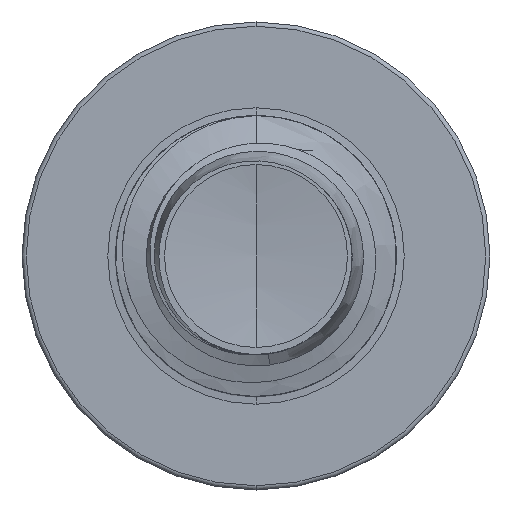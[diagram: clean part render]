
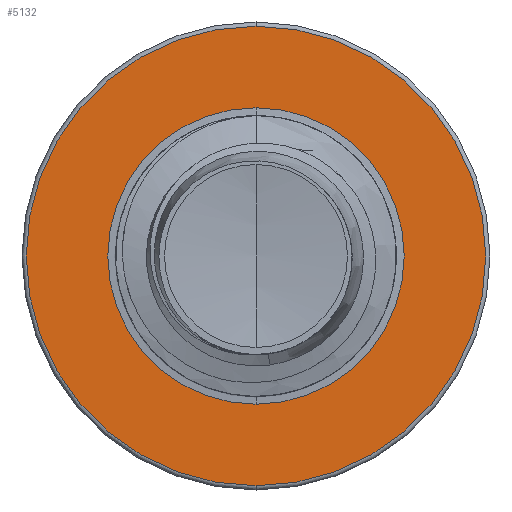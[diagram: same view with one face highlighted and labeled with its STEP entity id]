
A CAD part, front view. The second image highlights one B-rep face of the part: STEP entity #5132.
In plain terms, the highlighted planar face has unit normal (0, -1, 0).
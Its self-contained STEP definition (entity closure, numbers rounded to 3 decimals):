
#247 = AXIS2_PLACEMENT_3D ( 'NONE', #3605, #22434, #6383 ) ;
#334 = CIRCLE ( 'NONE', #5931, 3.683 ) ;
#1607 = DIRECTION ( 'NONE',  ( 0., 1., 0. ) ) ;
#3605 = CARTESIAN_POINT ( 'NONE',  ( 0., 15., 0. ) ) ;
#3812 = CARTESIAN_POINT ( 'NONE',  ( 0., 15., -2.375 ) ) ;
#4179 = AXIS2_PLACEMENT_3D ( 'NONE', #7575, #26100, #10362 ) ;
#5132 = ADVANCED_FACE ( 'NONE', ( #27041, #13294 ), #16900, .F. ) ;
#5931 = AXIS2_PLACEMENT_3D ( 'NONE', #27522, #11974, #30016 ) ;
#6383 = DIRECTION ( 'NONE',  ( 0., 0., 1. ) ) ;
#7575 = CARTESIAN_POINT ( 'NONE',  ( 0., 15., 0. ) ) ;
#7820 = CIRCLE ( 'NONE', #247, 2.375 ) ;
#8561 = VERTEX_POINT ( 'NONE', #17949 ) ;
#8714 = AXIS2_PLACEMENT_3D ( 'NONE', #18034, #1607, #20622 ) ;
#9316 = VERTEX_POINT ( 'NONE', #30707 ) ;
#10362 = DIRECTION ( 'NONE',  ( 0., 0., 1. ) ) ;
#10553 = AXIS2_PLACEMENT_3D ( 'NONE', #30145, #34163, #30182 ) ;
#11974 = DIRECTION ( 'NONE',  ( 0., 1., 0. ) ) ;
#12661 = ORIENTED_EDGE ( 'NONE', *, *, #30217, .T. ) ;
#13294 = FACE_BOUND ( 'NONE', #33797, .T. ) ;
#16900 = PLANE ( 'NONE',  #10553 ) ;
#17949 = CARTESIAN_POINT ( 'NONE',  ( 0., 15., -3.682 ) ) ;
#18034 = CARTESIAN_POINT ( 'NONE',  ( 0., 15., 0. ) ) ;
#18887 = ORIENTED_EDGE ( 'NONE', *, *, #30260, .F. ) ;
#18910 = CARTESIAN_POINT ( 'NONE',  ( 0., 15., 3.683 ) ) ;
#20622 = DIRECTION ( 'NONE',  ( 0., 0., 1. ) ) ;
#21132 = VERTEX_POINT ( 'NONE', #3812 ) ;
#21423 = EDGE_CURVE ( 'NONE', #21132, #9316, #22451, .T. ) ;
#22099 = ORIENTED_EDGE ( 'NONE', *, *, #21423, .T. ) ;
#22434 = DIRECTION ( 'NONE',  ( 0., 1., 0. ) ) ;
#22451 = CIRCLE ( 'NONE', #8714, 2.375 ) ;
#23257 = VERTEX_POINT ( 'NONE', #18910 ) ;
#25112 = EDGE_CURVE ( 'NONE', #23257, #8561, #29736, .T. ) ;
#26100 = DIRECTION ( 'NONE',  ( 0., 1., 0. ) ) ;
#27041 = FACE_OUTER_BOUND ( 'NONE', #33129, .T. ) ;
#27522 = CARTESIAN_POINT ( 'NONE',  ( 0., 15., 0. ) ) ;
#29736 = CIRCLE ( 'NONE', #4179, 3.683 ) ;
#30016 = DIRECTION ( 'NONE',  ( 0., 0., 1. ) ) ;
#30145 = CARTESIAN_POINT ( 'NONE',  ( 0., 15., -2.375 ) ) ;
#30182 = DIRECTION ( 'NONE',  ( 0., 0., 1. ) ) ;
#30217 = EDGE_CURVE ( 'NONE', #9316, #21132, #7820, .T. ) ;
#30260 = EDGE_CURVE ( 'NONE', #8561, #23257, #334, .T. ) ;
#30707 = CARTESIAN_POINT ( 'NONE',  ( 0., 15., 2.375 ) ) ;
#30778 = ORIENTED_EDGE ( 'NONE', *, *, #25112, .F. ) ;
#33129 = EDGE_LOOP ( 'NONE', ( #30778, #18887 ) ) ;
#33797 = EDGE_LOOP ( 'NONE', ( #12661, #22099 ) ) ;
#34163 = DIRECTION ( 'NONE',  ( 0., 1., 0. ) ) ;
